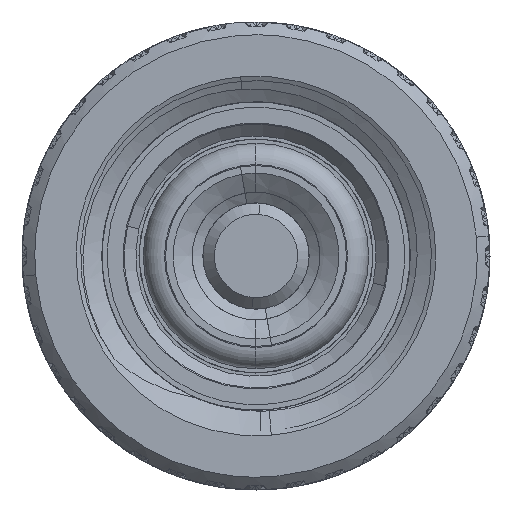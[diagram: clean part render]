
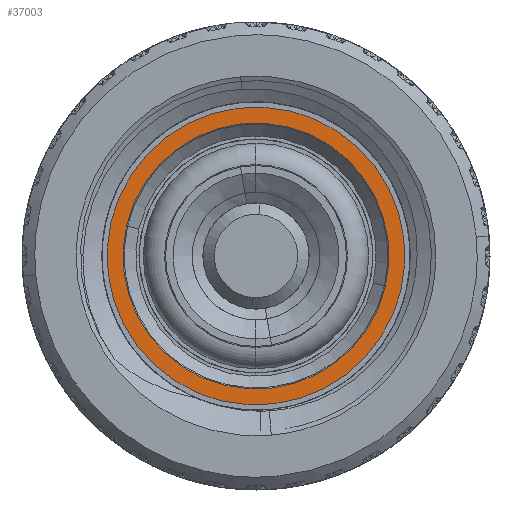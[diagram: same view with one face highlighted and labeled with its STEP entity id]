
A CAD part, left-side view. The second image highlights one B-rep face of the part: STEP entity #37003.
In plain terms, the highlighted planar face has unit normal (-1, 0, 0).
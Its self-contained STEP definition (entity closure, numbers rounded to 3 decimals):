
#777 = AXIS2_PLACEMENT_3D ( 'NONE', #40694, #68480, #23959 ) ;
#1426 = DIRECTION ( 'NONE',  ( 0., 0., 1. ) ) ;
#3938 = VERTEX_POINT ( 'NONE', #30759 ) ;
#4305 = EDGE_CURVE ( 'NONE', #67689, #21902, #36745, .T. ) ;
#5935 = CIRCLE ( 'NONE', #15401, 3.125 ) ;
#9531 = EDGE_CURVE ( 'NONE', #21902, #67689, #5935, .T. ) ;
#9852 = AXIS2_PLACEMENT_3D ( 'NONE', #29332, #51956, #68987 ) ;
#11077 = CIRCLE ( 'NONE', #9852, 3.5 ) ;
#12880 = FACE_OUTER_BOUND ( 'NONE', #56028, .T. ) ;
#15401 = AXIS2_PLACEMENT_3D ( 'NONE', #62722, #28621, #18236 ) ;
#15441 = AXIS2_PLACEMENT_3D ( 'NONE', #29587, #19181, #1426 ) ;
#17942 = EDGE_CURVE ( 'NONE', #42102, #3938, #62527, .T. ) ;
#18066 = PLANE ( 'NONE',  #777 ) ;
#18236 = DIRECTION ( 'NONE',  ( 0., 0., 1. ) ) ;
#19181 = DIRECTION ( 'NONE',  ( -1., 0., 0. ) ) ;
#21902 = VERTEX_POINT ( 'NONE', #68901 ) ;
#23959 = DIRECTION ( 'NONE',  ( 0., 0., 1. ) ) ;
#28621 = DIRECTION ( 'NONE',  ( -1., 0., 0. ) ) ;
#29332 = CARTESIAN_POINT ( 'NONE',  ( -9.473, 0., 0. ) ) ;
#29587 = CARTESIAN_POINT ( 'NONE',  ( -9.473, 0., 0. ) ) ;
#30759 = CARTESIAN_POINT ( 'NONE',  ( -9.473, 0., 3.5 ) ) ;
#30861 = ORIENTED_EDGE ( 'NONE', *, *, #9531, .F. ) ;
#36745 = CIRCLE ( 'NONE', #15441, 3.125 ) ;
#37003 = ADVANCED_FACE ( 'NONE', ( #12880, #45872 ), #18066, .T. ) ;
#37116 = CARTESIAN_POINT ( 'NONE',  ( -9.473, 0., 0. ) ) ;
#40694 = CARTESIAN_POINT ( 'NONE',  ( -9.473, 3.125, 0. ) ) ;
#42102 = VERTEX_POINT ( 'NONE', #57191 ) ;
#44752 = AXIS2_PLACEMENT_3D ( 'NONE', #37116, #71216, #70861 ) ;
#45872 = FACE_BOUND ( 'NONE', #70114, .T. ) ;
#46756 = ORIENTED_EDGE ( 'NONE', *, *, #4305, .F. ) ;
#48643 = ORIENTED_EDGE ( 'NONE', *, *, #17942, .T. ) ;
#51956 = DIRECTION ( 'NONE',  ( -1., 0., 0. ) ) ;
#52094 = CARTESIAN_POINT ( 'NONE',  ( -9.473, 0., 3.125 ) ) ;
#56028 = EDGE_LOOP ( 'NONE', ( #63252, #48643 ) ) ;
#57191 = CARTESIAN_POINT ( 'NONE',  ( -9.473, 0., -3.5 ) ) ;
#62527 = CIRCLE ( 'NONE', #44752, 3.5 ) ;
#62722 = CARTESIAN_POINT ( 'NONE',  ( -9.473, 0., 0. ) ) ;
#63045 = EDGE_CURVE ( 'NONE', #3938, #42102, #11077, .T. ) ;
#63252 = ORIENTED_EDGE ( 'NONE', *, *, #63045, .T. ) ;
#67689 = VERTEX_POINT ( 'NONE', #52094 ) ;
#68480 = DIRECTION ( 'NONE',  ( -1., 0., 0. ) ) ;
#68901 = CARTESIAN_POINT ( 'NONE',  ( -9.473, 0., -3.125 ) ) ;
#68987 = DIRECTION ( 'NONE',  ( 0., 0., 1. ) ) ;
#70114 = EDGE_LOOP ( 'NONE', ( #46756, #30861 ) ) ;
#70861 = DIRECTION ( 'NONE',  ( 0., 0., 1. ) ) ;
#71216 = DIRECTION ( 'NONE',  ( -1., 0., 0. ) ) ;
